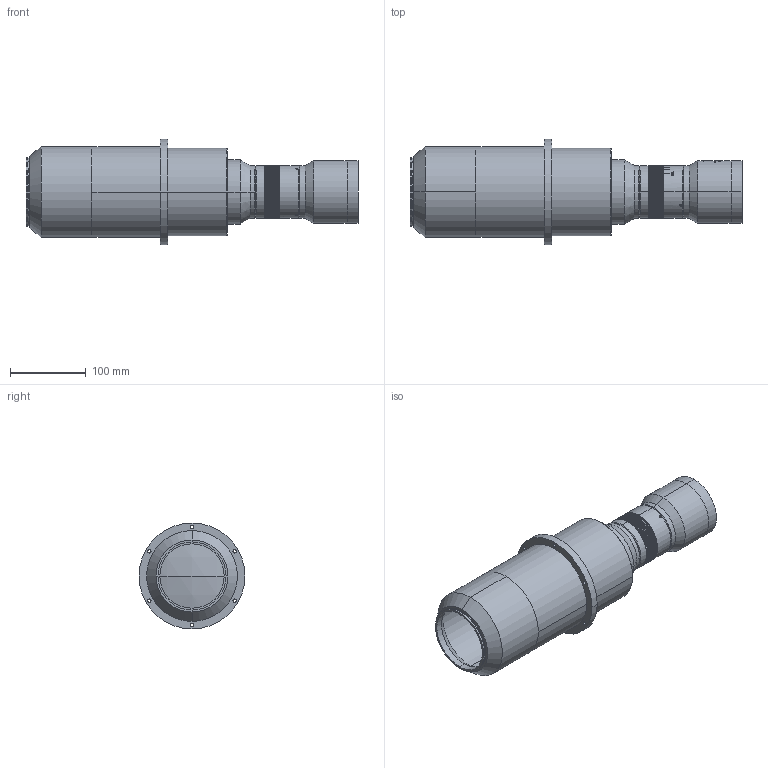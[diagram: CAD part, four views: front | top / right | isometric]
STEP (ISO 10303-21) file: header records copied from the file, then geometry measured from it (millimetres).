
FILE_DESCRIPTION (( 'STEP AP203' ), '1' );
FILE_NAME ('S5LPJ7215_M90_01.STEP', '2022-03-02T09:21:23', ( '' ), ( '' ), 'SwSTEP 2.0', 'SolidWorks 2021', '' );
FILE_SCHEMA (( 'CONFIG_CONTROL_DESIGN' ));
Length unit declared in the file: millimetre
Products named in the file (16): S5LDX7210; 512911; 558209; 558504_S5LPJ7215_M90; DIN 913 - M3 x 4-N_DIN 913 - M3 x 4-N; S5LPJ7215_M90_01; 277423_R„ndel; din en 28734 - 3 x 8 - a - st_DIN EN 28734 - 3 x 8 - A - St; 558503; 558207; 558204; 558208; 558704; S5LDX7267; 558210; 558206_Render
Assembly tree (25 placements, depth 2):
  S5LPJ7215_M90_01
    S5LDX7267
    S5LDX7210
    558204
    558504_S5LPJ7215_M90
    558206_Render
    558207
    558208
    558209
    558210
    277423_R„ndel
    512911
    558503
    DIN 913 - M3 x 4-N_DIN 913 - M3 x 4-N  x11
    558704
    din en 28734 - 3 x 8 - a - st_DIN EN 28734 - 3 x 8 - A - St
Bounding box: 438.57 x 140 x 140 mm (x, y, z)
Volume: 1454660.5 mm3; surface area: 404910.7 mm2
Topology: 25 solids, 25 shells, 1363 faces, 4000 edges, 2794 vertices
Faces by surface type: plane 611, cylinder 534, cone 146, torus 64, sphere 8
Entity records: 51272 total; most frequent: CARTESIAN_POINT 15414, ORIENTED_EDGE 7332, DIRECTION 6940, EDGE_CURVE 3666, VERTEX_POINT 2594, AXIS2_PLACEMENT_3D 2456, LINE 2028, VECTOR 2028
